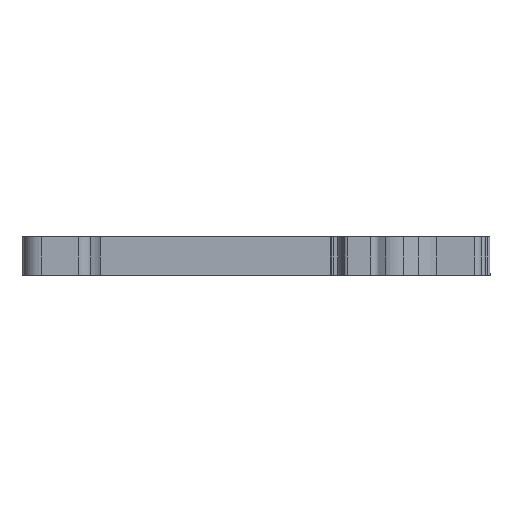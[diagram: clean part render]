
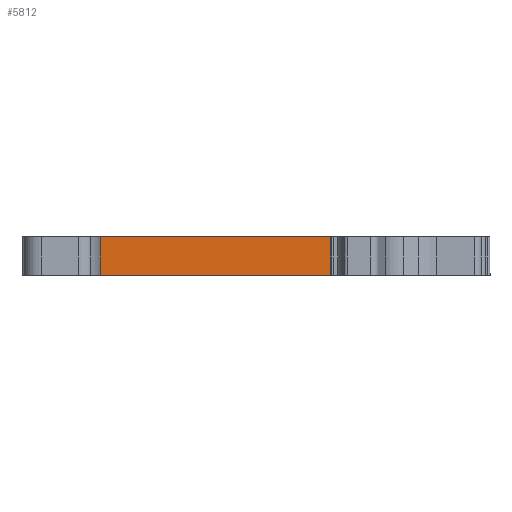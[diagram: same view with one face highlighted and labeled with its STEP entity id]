
A CAD part, front view. The second image highlights one B-rep face of the part: STEP entity #5812.
In plain terms, the highlighted planar face has unit normal (0, -1, 0).
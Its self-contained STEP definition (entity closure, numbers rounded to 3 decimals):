
#186=DIRECTION('',(0.,0.,1.));
#187=VECTOR('',#186,5.2);
#188=CARTESIAN_POINT('',(15.1,0.,-5.2));
#189=LINE('',#188,#187);
#550=DIRECTION('',(1.,0.,0.));
#551=VECTOR('',#550,31.4);
#552=CARTESIAN_POINT('',(-16.3,0.,0.));
#553=LINE('',#552,#551);
#2989=DIRECTION('',(0.,0.,1.));
#2990=VECTOR('',#2989,5.2);
#2991=CARTESIAN_POINT('',(-16.3,0.,-5.2));
#2992=LINE('',#2991,#2990);
#3575=DIRECTION('',(-1.,0.,0.));
#3576=VECTOR('',#3575,31.4);
#3577=CARTESIAN_POINT('',(15.1,0.,-5.2));
#3578=LINE('',#3577,#3576);
#4925=CARTESIAN_POINT('',(15.1,0.,0.));
#4927=VERTEX_POINT('',#4925);
#4931=CARTESIAN_POINT('',(15.1,0.,-5.2));
#4932=VERTEX_POINT('',#4931);
#5231=CARTESIAN_POINT('',(-16.3,0.,-5.2));
#5232=VERTEX_POINT('',#5231);
#5233=CARTESIAN_POINT('',(-16.3,0.,0.));
#5234=VERTEX_POINT('',#5233);
#5798=CARTESIAN_POINT('',(24.,0.,0.));
#5799=DIRECTION('',(0.,1.,0.));
#5800=DIRECTION('',(1.,0.,0.));
#5801=AXIS2_PLACEMENT_3D('',#5798,#5799,#5800);
#5802=PLANE('',#5801);
#5804=ORIENTED_EDGE('',*,*,#5803,.T.);
#5805=ORIENTED_EDGE('',*,*,#5781,.F.);
#5807=ORIENTED_EDGE('',*,*,#5806,.T.);
#5809=ORIENTED_EDGE('',*,*,#5808,.T.);
#5810=EDGE_LOOP('',(#5804,#5805,#5807,#5809));
#5811=FACE_OUTER_BOUND('',#5810,.F.);
#5781=EDGE_CURVE('',#4932,#4927,#189,.T.);
#5803=EDGE_CURVE('',#5234,#4927,#553,.T.);
#5806=EDGE_CURVE('',#4932,#5232,#3578,.T.);
#5808=EDGE_CURVE('',#5232,#5234,#2992,.T.);
#5812=ADVANCED_FACE('',(#5811),#5802,.F.);
